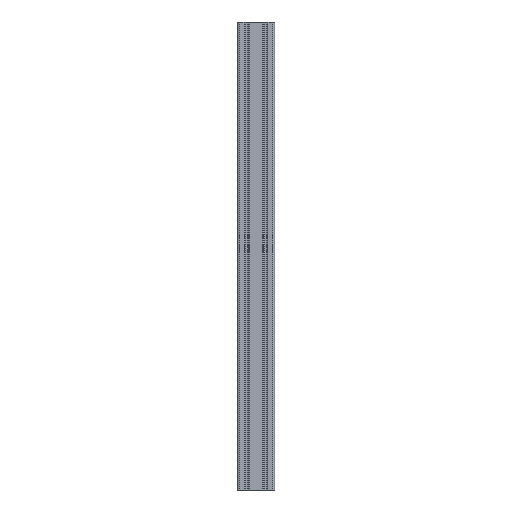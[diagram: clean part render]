
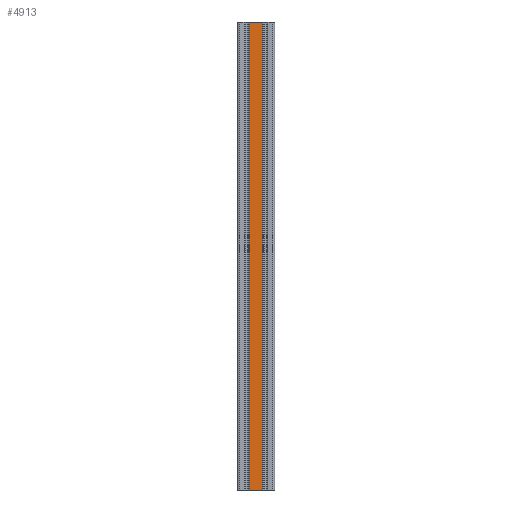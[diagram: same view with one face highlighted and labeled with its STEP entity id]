
A CAD part, front view. The second image highlights one B-rep face of the part: STEP entity #4913.
In plain terms, the highlighted planar face has unit normal (0, -1, 0).
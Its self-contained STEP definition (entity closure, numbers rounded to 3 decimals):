
#417=FACE_OUTER_BOUND($,#661,.T.);
#661=EDGE_LOOP($,(#3827,#3828,#3829,#3830));
#1203=LINE($,#7799,#1787);
#1204=LINE($,#7802,#1788);
#1205=LINE($,#7804,#1789);
#1206=LINE($,#7805,#1790);
#1787=VECTOR($,#6334,1000.);
#1788=VECTOR($,#6337,29.);
#1789=VECTOR($,#6338,29.);
#1790=VECTOR($,#6339,1000.);
#2263=VERTEX_POINT($,#7795);
#2264=VERTEX_POINT($,#7797);
#2265=VERTEX_POINT($,#7801);
#2266=VERTEX_POINT($,#7803);
#2925=EDGE_CURVE($,#2263,#2264,#1203,.T.);
#2926=EDGE_CURVE($,#2265,#2263,#1204,.T.);
#2927=EDGE_CURVE($,#2266,#2264,#1205,.T.);
#2928=EDGE_CURVE($,#2265,#2266,#1206,.T.);
#3827=ORIENTED_EDGE($,*,*,#2926,.T.);
#3828=ORIENTED_EDGE($,*,*,#2925,.T.);
#3829=ORIENTED_EDGE($,*,*,#2927,.F.);
#3830=ORIENTED_EDGE($,*,*,#2928,.F.);
#4704=PLANE($,#5230);
#4913=ADVANCED_FACE($,(#417),#4704,.T.);
#5230=AXIS2_PLACEMENT_3D($,#7800,#6335,#6336);
#6334=DIRECTION($,(0.,0.,1.));
#6335=DIRECTION('center_axis',(0.,-1.,0.));
#6336=DIRECTION('ref_axis',(1.,0.,0.));
#6337=DIRECTION($,(1.,0.,0.));
#6338=DIRECTION($,(1.,0.,0.));
#6339=DIRECTION($,(0.,0.,1.));
#7795=CARTESIAN_POINT('',(29.,-40.,0.));
#7797=CARTESIAN_POINT('',(29.,-40.,1000.));
#7799=CARTESIAN_POINT($,(29.,-40.,0.));
#7800=CARTESIAN_POINT('Origin',(0.,-40.,
0.));
#7801=CARTESIAN_POINT('',(0.,-40.,0.));
#7802=CARTESIAN_POINT($,(0.,-40.,0.));
#7803=CARTESIAN_POINT('',(0.,-40.,1000.));
#7804=CARTESIAN_POINT($,(0.,-40.,1000.));
#7805=CARTESIAN_POINT($,(0.,-40.,0.));
